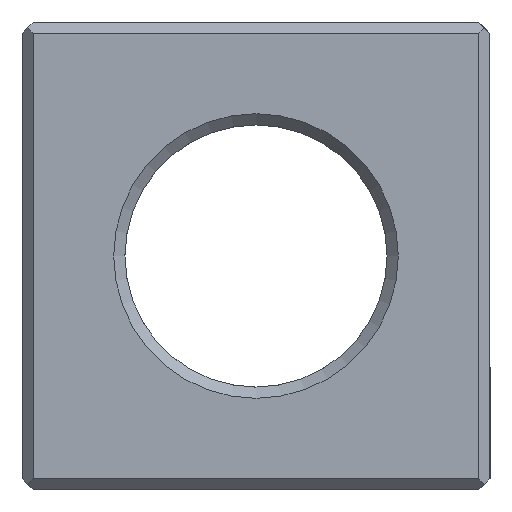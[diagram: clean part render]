
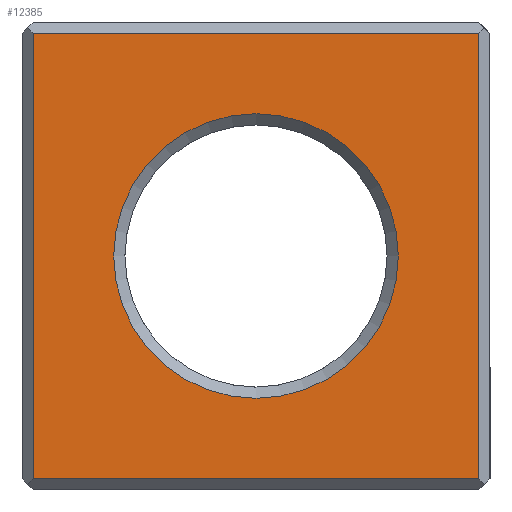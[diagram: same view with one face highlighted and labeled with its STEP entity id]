
A CAD part, left-side view. The second image highlights one B-rep face of the part: STEP entity #12385.
In plain terms, the highlighted planar face has unit normal (-1, 0, 0).
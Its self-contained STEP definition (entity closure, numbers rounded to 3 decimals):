
#72 = PLANE('',#73);
#73 = AXIS2_PLACEMENT_3D('',#74,#75,#76);
#74 = CARTESIAN_POINT('',(0.,0.,0.3));
#75 = DIRECTION('',(-0.707,0.,-0.707));
#76 = DIRECTION('',(0.707,0.,-0.707));
#502 = PLANE('',#503);
#503 = AXIS2_PLACEMENT_3D('',#504,#505,#506);
#504 = CARTESIAN_POINT('',(0.3,12.5,0.));
#505 = DIRECTION('',(0.707,-0.707,0.));
#506 = DIRECTION('',(-0.707,-0.707,0.));
#733 = PLANE('',#734);
#734 = AXIS2_PLACEMENT_3D('',#735,#736,#737);
#735 = CARTESIAN_POINT('',(0.3,0.,0.));
#736 = DIRECTION('',(-0.707,-0.707,0.));
#737 = DIRECTION('',(-0.707,0.707,0.));
#801 = VERTEX_POINT('',#802);
#802 = CARTESIAN_POINT('',(0.,0.3,0.3));
#823 = EDGE_CURVE('',#801,#824,#826,.T.);
#824 = VERTEX_POINT('',#825);
#825 = CARTESIAN_POINT('',(0.,12.2,0.3));
#826 = SURFACE_CURVE('',#827,(#831,#838),.PCURVE_S1.);
#827 = LINE('',#828,#829);
#828 = CARTESIAN_POINT('',(0.,0.,0.3));
#829 = VECTOR('',#830,1.);
#830 = DIRECTION('',(0.,1.,0.));
#831 = PCURVE('',#72,#832);
#832 = DEFINITIONAL_REPRESENTATION('',(#833),#837);
#833 = LINE('',#834,#835);
#834 = CARTESIAN_POINT('',(0.,-0.));
#835 = VECTOR('',#836,1.);
#836 = DIRECTION('',(0.,-1.));
#837 = ( GEOMETRIC_REPRESENTATION_CONTEXT(2) 
PARAMETRIC_REPRESENTATION_CONTEXT() REPRESENTATION_CONTEXT('2D SPACE',''
  ) );
#838 = PCURVE('',#839,#844);
#839 = PLANE('',#840);
#840 = AXIS2_PLACEMENT_3D('',#841,#842,#843);
#841 = CARTESIAN_POINT('',(0.,12.5,0.));
#842 = DIRECTION('',(1.,0.,0.));
#843 = DIRECTION('',(0.,-1.,0.));
#844 = DEFINITIONAL_REPRESENTATION('',(#845),#849);
#845 = LINE('',#846,#847);
#846 = CARTESIAN_POINT('',(12.5,-0.3));
#847 = VECTOR('',#848,1.);
#848 = DIRECTION('',(-1.,0.));
#849 = ( GEOMETRIC_REPRESENTATION_CONTEXT(2) 
PARAMETRIC_REPRESENTATION_CONTEXT() REPRESENTATION_CONTEXT('2D SPACE',''
  ) );
#1830 = VERTEX_POINT('',#1831);
#1831 = CARTESIAN_POINT('',(0.,12.2,12.2));
#1845 = PLANE('',#1846);
#1846 = AXIS2_PLACEMENT_3D('',#1847,#1848,#1849);
#1847 = CARTESIAN_POINT('',(0.3,0.,12.5));
#1848 = DIRECTION('',(-0.707,0.,0.707));
#1849 = DIRECTION('',(-0.707,0.,-0.707));
#1857 = EDGE_CURVE('',#824,#1830,#1858,.T.);
#1858 = SURFACE_CURVE('',#1859,(#1863,#1870),.PCURVE_S1.);
#1859 = LINE('',#1860,#1861);
#1860 = CARTESIAN_POINT('',(0.,12.2,0.));
#1861 = VECTOR('',#1862,1.);
#1862 = DIRECTION('',(0.,0.,1.));
#1863 = PCURVE('',#502,#1864);
#1864 = DEFINITIONAL_REPRESENTATION('',(#1865),#1869);
#1865 = LINE('',#1866,#1867);
#1866 = CARTESIAN_POINT('',(0.424,0.));
#1867 = VECTOR('',#1868,1.);
#1868 = DIRECTION('',(0.,-1.));
#1869 = ( GEOMETRIC_REPRESENTATION_CONTEXT(2) 
PARAMETRIC_REPRESENTATION_CONTEXT() REPRESENTATION_CONTEXT('2D SPACE',''
  ) );
#1870 = PCURVE('',#839,#1871);
#1871 = DEFINITIONAL_REPRESENTATION('',(#1872),#1876);
#1872 = LINE('',#1873,#1874);
#1873 = CARTESIAN_POINT('',(0.3,0.));
#1874 = VECTOR('',#1875,1.);
#1875 = DIRECTION('',(0.,-1.));
#1876 = ( GEOMETRIC_REPRESENTATION_CONTEXT(2) 
PARAMETRIC_REPRESENTATION_CONTEXT() REPRESENTATION_CONTEXT('2D SPACE',''
  ) );
#12342 = VERTEX_POINT('',#12343);
#12343 = CARTESIAN_POINT('',(0.,0.3,12.2));
#12364 = EDGE_CURVE('',#801,#12342,#12365,.T.);
#12365 = SURFACE_CURVE('',#12366,(#12370,#12377),.PCURVE_S1.);
#12366 = LINE('',#12367,#12368);
#12367 = CARTESIAN_POINT('',(0.,0.3,0.));
#12368 = VECTOR('',#12369,1.);
#12369 = DIRECTION('',(0.,0.,1.));
#12370 = PCURVE('',#733,#12371);
#12371 = DEFINITIONAL_REPRESENTATION('',(#12372),#12376);
#12372 = LINE('',#12373,#12374);
#12373 = CARTESIAN_POINT('',(0.424,0.));
#12374 = VECTOR('',#12375,1.);
#12375 = DIRECTION('',(0.,-1.));
#12376 = ( GEOMETRIC_REPRESENTATION_CONTEXT(2) 
PARAMETRIC_REPRESENTATION_CONTEXT() REPRESENTATION_CONTEXT('2D SPACE',''
  ) );
#12377 = PCURVE('',#839,#12378);
#12378 = DEFINITIONAL_REPRESENTATION('',(#12379),#12383);
#12379 = LINE('',#12380,#12381);
#12380 = CARTESIAN_POINT('',(12.2,0.));
#12381 = VECTOR('',#12382,1.);
#12382 = DIRECTION('',(0.,-1.));
#12383 = ( GEOMETRIC_REPRESENTATION_CONTEXT(2) 
PARAMETRIC_REPRESENTATION_CONTEXT() REPRESENTATION_CONTEXT('2D SPACE',''
  ) );
#12385 = ADVANCED_FACE('',(#12386,#12412),#839,.F.);
#12386 = FACE_BOUND('',#12387,.F.);
#12387 = EDGE_LOOP('',(#12388,#12389,#12390,#12391));
#12388 = ORIENTED_EDGE('',*,*,#12364,.F.);
#12389 = ORIENTED_EDGE('',*,*,#823,.T.);
#12390 = ORIENTED_EDGE('',*,*,#1857,.T.);
#12391 = ORIENTED_EDGE('',*,*,#12392,.F.);
#12392 = EDGE_CURVE('',#12342,#1830,#12393,.T.);
#12393 = SURFACE_CURVE('',#12394,(#12398,#12405),.PCURVE_S1.);
#12394 = LINE('',#12395,#12396);
#12395 = CARTESIAN_POINT('',(0.,0.,12.2));
#12396 = VECTOR('',#12397,1.);
#12397 = DIRECTION('',(0.,1.,0.));
#12398 = PCURVE('',#839,#12399);
#12399 = DEFINITIONAL_REPRESENTATION('',(#12400),#12404);
#12400 = LINE('',#12401,#12402);
#12401 = CARTESIAN_POINT('',(12.5,-12.2));
#12402 = VECTOR('',#12403,1.);
#12403 = DIRECTION('',(-1.,0.));
#12404 = ( GEOMETRIC_REPRESENTATION_CONTEXT(2) 
PARAMETRIC_REPRESENTATION_CONTEXT() REPRESENTATION_CONTEXT('2D SPACE',''
  ) );
#12405 = PCURVE('',#1845,#12406);
#12406 = DEFINITIONAL_REPRESENTATION('',(#12407),#12411);
#12407 = LINE('',#12408,#12409);
#12408 = CARTESIAN_POINT('',(0.424,0.));
#12409 = VECTOR('',#12410,1.);
#12410 = DIRECTION('',(0.,-1.));
#12411 = ( GEOMETRIC_REPRESENTATION_CONTEXT(2) 
PARAMETRIC_REPRESENTATION_CONTEXT() REPRESENTATION_CONTEXT('2D SPACE',''
  ) );
#12412 = FACE_BOUND('',#12413,.F.);
#12413 = EDGE_LOOP('',(#12414));
#12414 = ORIENTED_EDGE('',*,*,#12415,.T.);
#12415 = EDGE_CURVE('',#12416,#12416,#12418,.T.);
#12416 = VERTEX_POINT('',#12417);
#12417 = CARTESIAN_POINT('',(0.,2.45,6.25));
#12418 = SURFACE_CURVE('',#12419,(#12424,#12435),.PCURVE_S1.);
#12419 = CIRCLE('',#12420,3.8);
#12420 = AXIS2_PLACEMENT_3D('',#12421,#12422,#12423);
#12421 = CARTESIAN_POINT('',(0.,6.25,6.25));
#12422 = DIRECTION('',(-1.,0.,0.));
#12423 = DIRECTION('',(0.,-1.,0.));
#12424 = PCURVE('',#839,#12425);
#12425 = DEFINITIONAL_REPRESENTATION('',(#12426),#12434);
#12426 = ( BOUNDED_CURVE() B_SPLINE_CURVE(2,(#12427,#12428,#12429,#12430
    ,#12431,#12432,#12433),.UNSPECIFIED.,.T.,.F.) 
B_SPLINE_CURVE_WITH_KNOTS((1,2,2,2,2,1),(-2.094,0.,
    2.094,4.189,6.283,8.378),
.UNSPECIFIED.) CURVE() GEOMETRIC_REPRESENTATION_ITEM() 
RATIONAL_B_SPLINE_CURVE((1.,0.5,1.,0.5,1.,0.5,1.)) REPRESENTATION_ITEM(
  '') );
#12427 = CARTESIAN_POINT('',(10.05,-6.25));
#12428 = CARTESIAN_POINT('',(10.05,-12.832));
#12429 = CARTESIAN_POINT('',(4.35,-9.541));
#12430 = CARTESIAN_POINT('',(-1.35,-6.25));
#12431 = CARTESIAN_POINT('',(4.35,-2.959));
#12432 = CARTESIAN_POINT('',(10.05,0.332));
#12433 = CARTESIAN_POINT('',(10.05,-6.25));
#12434 = ( GEOMETRIC_REPRESENTATION_CONTEXT(2) 
PARAMETRIC_REPRESENTATION_CONTEXT() REPRESENTATION_CONTEXT('2D SPACE',''
  ) );
#12435 = PCURVE('',#12436,#12441);
#12436 = CONICAL_SURFACE('',#12437,3.5,0.785);
#12437 = AXIS2_PLACEMENT_3D('',#12438,#12439,#12440);
#12438 = CARTESIAN_POINT('',(0.3,6.25,6.25));
#12439 = DIRECTION('',(-1.,-0.,-0.));
#12440 = DIRECTION('',(0.,-1.,0.));
#12441 = DEFINITIONAL_REPRESENTATION('',(#12442),#12446);
#12442 = LINE('',#12443,#12444);
#12443 = CARTESIAN_POINT('',(-0.,0.3));
#12444 = VECTOR('',#12445,1.);
#12445 = DIRECTION('',(1.,-0.));
#12446 = ( GEOMETRIC_REPRESENTATION_CONTEXT(2) 
PARAMETRIC_REPRESENTATION_CONTEXT() REPRESENTATION_CONTEXT('2D SPACE',''
  ) );
